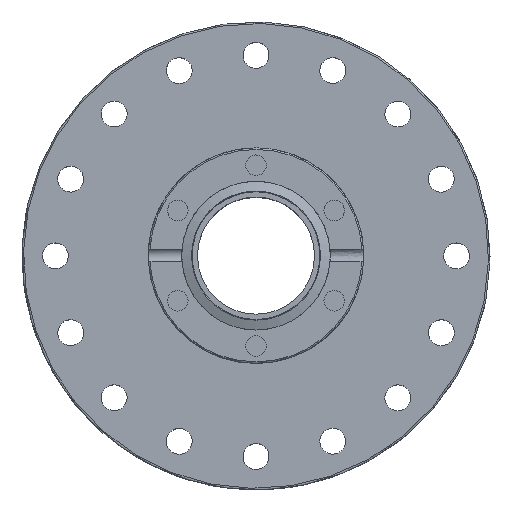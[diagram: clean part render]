
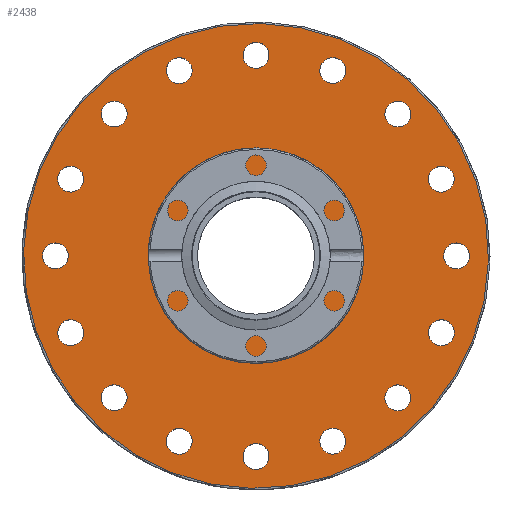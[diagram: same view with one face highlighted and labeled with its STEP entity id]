
A CAD part, top view. The second image highlights one B-rep face of the part: STEP entity #2438.
In plain terms, the highlighted face is planar.
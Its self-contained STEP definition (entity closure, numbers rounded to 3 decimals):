
#1110=CARTESIAN_POINT('',(20.106,-3.999,0.));
#1111=VERTEX_POINT('',#1110);
#1112=CARTESIAN_POINT('',(0.,0.,0.));
#1113=DIRECTION('',(0.,0.,1.));
#1114=DIRECTION('',(0.981,-0.195,0.));
#1115=AXIS2_PLACEMENT_3D('',#1112,#1113,#1114);
#1116=CIRCLE('',#1115,20.5);
#1117=EDGE_CURVE('',#1111,#1111,#1116,.T.);
#1584=CARTESIAN_POINT('',(33.226,57.14,0.));
#1585=VERTEX_POINT('',#1584);
#1586=CARTESIAN_POINT('',(36.195,54.17,0.));
#1587=DIRECTION('',(0.,0.,1.));
#1588=DIRECTION('',(0.707,-0.707,0.));
#1589=AXIS2_PLACEMENT_3D('',#1586,#1587,#1588);
#1590=CIRCLE('',#1589,4.2);
#1591=EDGE_CURVE('',#1585,#1585,#1590,.T.);
#1625=CARTESIAN_POINT('',(52.563,40.076,0.));
#1626=VERTEX_POINT('',#1625);
#1627=CARTESIAN_POINT('',(54.17,36.195,0.));
#1628=DIRECTION('',(0.,0.,1.0));
#1629=DIRECTION('',(0.383,-0.924,0.));
#1630=AXIS2_PLACEMENT_3D('',#1627,#1628,#1629);
#1631=CIRCLE('',#1630,4.2);
#1632=EDGE_CURVE('',#1626,#1626,#1631,.T.);
#1666=CARTESIAN_POINT('',(63.898,16.91,0.));
#1667=VERTEX_POINT('',#1666);
#1668=CARTESIAN_POINT('',(63.898,12.71,0.));
#1669=DIRECTION('',(0.0,0.0,1.0));
#1670=DIRECTION('',(0.0,-1.0,0.0));
#1671=AXIS2_PLACEMENT_3D('',#1668,#1669,#1670);
#1672=CIRCLE('',#1671,4.2);
#1673=EDGE_CURVE('',#1667,#1667,#1672,.T.);
#1707=CARTESIAN_POINT('',(65.505,-8.83,0.));
#1708=VERTEX_POINT('',#1707);
#1709=CARTESIAN_POINT('',(63.898,-12.71,0.));
#1710=DIRECTION('',(0.,0.,1.0));
#1711=DIRECTION('',(-0.383,-0.924,0.));
#1712=AXIS2_PLACEMENT_3D('',#1709,#1710,#1711);
#1713=CIRCLE('',#1712,4.2);
#1714=EDGE_CURVE('',#1708,#1708,#1713,.T.);
#1756=CARTESIAN_POINT('',(57.14,-33.226,0.));
#1757=VERTEX_POINT('',#1756);
#1758=CARTESIAN_POINT('',(54.17,-36.195,0.));
#1759=DIRECTION('',(0.,0.,1.));
#1760=DIRECTION('',(-0.707,-0.707,0.));
#1761=AXIS2_PLACEMENT_3D('',#1758,#1759,#1760);
#1762=CIRCLE('',#1761,4.2);
#1763=EDGE_CURVE('',#1757,#1757,#1762,.T.);
#1805=CARTESIAN_POINT('',(40.076,-52.563,0.));
#1806=VERTEX_POINT('',#1805);
#1807=CARTESIAN_POINT('',(36.195,-54.17,0.));
#1808=DIRECTION('',(0.,0.,1.));
#1809=DIRECTION('',(-0.924,-0.383,0.));
#1810=AXIS2_PLACEMENT_3D('',#1807,#1808,#1809);
#1811=CIRCLE('',#1810,4.2);
#1812=EDGE_CURVE('',#1806,#1806,#1811,.T.);
#1854=CARTESIAN_POINT('',(16.91,-63.898,0.));
#1855=VERTEX_POINT('',#1854);
#1856=CARTESIAN_POINT('',(12.71,-63.898,0.));
#1857=DIRECTION('',(0.0,0.0,1.0));
#1858=DIRECTION('',(-1.0,0.0,0.0));
#1859=AXIS2_PLACEMENT_3D('',#1856,#1857,#1858);
#1860=CIRCLE('',#1859,4.2);
#1861=EDGE_CURVE('',#1855,#1855,#1860,.T.);
#1903=CARTESIAN_POINT('',(-8.83,-65.505,0.));
#1904=VERTEX_POINT('',#1903);
#1905=CARTESIAN_POINT('',(-12.71,-63.898,0.));
#1906=DIRECTION('',(0.,0.,1.));
#1907=DIRECTION('',(-0.924,0.383,0.));
#1908=AXIS2_PLACEMENT_3D('',#1905,#1906,#1907);
#1909=CIRCLE('',#1908,4.2);
#1910=EDGE_CURVE('',#1904,#1904,#1909,.T.);
#1952=CARTESIAN_POINT('',(-33.226,-57.14,0.));
#1953=VERTEX_POINT('',#1952);
#1954=CARTESIAN_POINT('',(-36.195,-54.17,0.));
#1955=DIRECTION('',(0.,0.,1.));
#1956=DIRECTION('',(-0.707,0.707,0.));
#1957=AXIS2_PLACEMENT_3D('',#1954,#1955,#1956);
#1958=CIRCLE('',#1957,4.2);
#1959=EDGE_CURVE('',#1953,#1953,#1958,.T.);
#2001=CARTESIAN_POINT('',(-52.563,-40.076,0.));
#2002=VERTEX_POINT('',#2001);
#2003=CARTESIAN_POINT('',(-54.17,-36.195,0.));
#2004=DIRECTION('',(0.,0.,1.0));
#2005=DIRECTION('',(-0.383,0.924,0.));
#2006=AXIS2_PLACEMENT_3D('',#2003,#2004,#2005);
#2007=CIRCLE('',#2006,4.2);
#2008=EDGE_CURVE('',#2002,#2002,#2007,.T.);
#2050=CARTESIAN_POINT('',(-63.898,-16.91,0.));
#2051=VERTEX_POINT('',#2050);
#2052=CARTESIAN_POINT('',(-63.898,-12.71,0.));
#2053=DIRECTION('',(0.0,0.0,1.0));
#2054=DIRECTION('',(0.0,1.0,0.0));
#2055=AXIS2_PLACEMENT_3D('',#2052,#2053,#2054);
#2056=CIRCLE('',#2055,4.2);
#2057=EDGE_CURVE('',#2051,#2051,#2056,.T.);
#2099=CARTESIAN_POINT('',(-65.505,8.83,0.));
#2100=VERTEX_POINT('',#2099);
#2101=CARTESIAN_POINT('',(-63.898,12.71,0.));
#2102=DIRECTION('',(0.,0.,1.));
#2103=DIRECTION('',(0.383,0.924,0.));
#2104=AXIS2_PLACEMENT_3D('',#2101,#2102,#2103);
#2105=CIRCLE('',#2104,4.2);
#2106=EDGE_CURVE('',#2100,#2100,#2105,.T.);
#2140=CARTESIAN_POINT('',(-57.14,33.226,0.));
#2141=VERTEX_POINT('',#2140);
#2142=CARTESIAN_POINT('',(-54.17,36.195,0.));
#2143=DIRECTION('',(0.,0.,1.));
#2144=DIRECTION('',(0.707,0.707,0.));
#2145=AXIS2_PLACEMENT_3D('',#2142,#2143,#2144);
#2146=CIRCLE('',#2145,4.2);
#2147=EDGE_CURVE('',#2141,#2141,#2146,.T.);
#2181=CARTESIAN_POINT('',(-40.076,52.563,0.));
#2182=VERTEX_POINT('',#2181);
#2183=CARTESIAN_POINT('',(-36.195,54.17,0.));
#2184=DIRECTION('',(0.,0.,1.0));
#2185=DIRECTION('',(0.924,0.383,0.));
#2186=AXIS2_PLACEMENT_3D('',#2183,#2184,#2185);
#2187=CIRCLE('',#2186,4.2);
#2188=EDGE_CURVE('',#2182,#2182,#2187,.T.);
#2222=CARTESIAN_POINT('',(8.83,65.505,0.));
#2223=VERTEX_POINT('',#2222);
#2224=CARTESIAN_POINT('',(12.71,63.898,0.));
#2225=DIRECTION('',(0.,0.,1.0));
#2226=DIRECTION('',(0.924,-0.383,0.));
#2227=AXIS2_PLACEMENT_3D('',#2224,#2225,#2226);
#2228=CIRCLE('',#2227,4.2);
#2229=EDGE_CURVE('',#2223,#2223,#2228,.T.);
#2263=CARTESIAN_POINT('',(-16.91,63.898,0.));
#2264=VERTEX_POINT('',#2263);
#2265=CARTESIAN_POINT('',(-12.71,63.898,0.));
#2266=DIRECTION('',(0.0,0.0,1.0));
#2267=DIRECTION('',(1.0,0.0,0.0));
#2268=AXIS2_PLACEMENT_3D('',#2265,#2266,#2267);
#2269=CIRCLE('',#2268,4.2);
#2270=EDGE_CURVE('',#2264,#2264,#2269,.T.);
#2346=CARTESIAN_POINT('',(75.5,0.,0.));
#2347=VERTEX_POINT('',#2346);
#2348=CARTESIAN_POINT('',(0.,0.,0.));
#2349=DIRECTION('',(0.0,0.0,1.0));
#2350=DIRECTION('',(-1.0,0.0,0.0));
#2351=AXIS2_PLACEMENT_3D('',#2348,#2349,#2350);
#2352=CIRCLE('',#2351,75.5);
#2353=EDGE_CURVE('',#2347,#2347,#2352,.T.);
#2379=CARTESIAN_POINT('',(0.,0.,0.));
#2380=DIRECTION('',(0.0,0.0,-1.0));
#2381=DIRECTION('',(-1.0,0.0,0.0));
#2382=AXIS2_PLACEMENT_3D('',#2379,#2380,#2381);
#2383=PLANE('',#2382);
#2384=ORIENTED_EDGE('',*,*,#2353,.F.);
#2385=EDGE_LOOP('',(#2384));
#2386=FACE_OUTER_BOUND('',#2385,.T.);
#2387=ORIENTED_EDGE('',*,*,#1117,.T.);
#2388=EDGE_LOOP('',(#2387));
#2389=FACE_BOUND('',#2388,.T.);
#2390=ORIENTED_EDGE('',*,*,#1591,.T.);
#2391=EDGE_LOOP('',(#2390));
#2392=FACE_BOUND('',#2391,.T.);
#2393=ORIENTED_EDGE('',*,*,#1632,.T.);
#2394=EDGE_LOOP('',(#2393));
#2395=FACE_BOUND('',#2394,.T.);
#2396=ORIENTED_EDGE('',*,*,#1673,.T.);
#2397=EDGE_LOOP('',(#2396));
#2398=FACE_BOUND('',#2397,.T.);
#2399=ORIENTED_EDGE('',*,*,#1714,.T.);
#2400=EDGE_LOOP('',(#2399));
#2401=FACE_BOUND('',#2400,.T.);
#2402=ORIENTED_EDGE('',*,*,#1763,.T.);
#2403=EDGE_LOOP('',(#2402));
#2404=FACE_BOUND('',#2403,.T.);
#2405=ORIENTED_EDGE('',*,*,#1812,.T.);
#2406=EDGE_LOOP('',(#2405));
#2407=FACE_BOUND('',#2406,.T.);
#2408=ORIENTED_EDGE('',*,*,#1861,.T.);
#2409=EDGE_LOOP('',(#2408));
#2410=FACE_BOUND('',#2409,.T.);
#2411=ORIENTED_EDGE('',*,*,#1910,.T.);
#2412=EDGE_LOOP('',(#2411));
#2413=FACE_BOUND('',#2412,.T.);
#2414=ORIENTED_EDGE('',*,*,#1959,.T.);
#2415=EDGE_LOOP('',(#2414));
#2416=FACE_BOUND('',#2415,.T.);
#2417=ORIENTED_EDGE('',*,*,#2008,.T.);
#2418=EDGE_LOOP('',(#2417));
#2419=FACE_BOUND('',#2418,.T.);
#2420=ORIENTED_EDGE('',*,*,#2057,.T.);
#2421=EDGE_LOOP('',(#2420));
#2422=FACE_BOUND('',#2421,.T.);
#2423=ORIENTED_EDGE('',*,*,#2106,.T.);
#2424=EDGE_LOOP('',(#2423));
#2425=FACE_BOUND('',#2424,.T.);
#2426=ORIENTED_EDGE('',*,*,#2147,.T.);
#2427=EDGE_LOOP('',(#2426));
#2428=FACE_BOUND('',#2427,.T.);
#2429=ORIENTED_EDGE('',*,*,#2188,.T.);
#2430=EDGE_LOOP('',(#2429));
#2431=FACE_BOUND('',#2430,.T.);
#2432=ORIENTED_EDGE('',*,*,#2229,.T.);
#2433=EDGE_LOOP('',(#2432));
#2434=FACE_BOUND('',#2433,.T.);
#2435=ORIENTED_EDGE('',*,*,#2270,.T.);
#2436=EDGE_LOOP('',(#2435));
#2437=FACE_BOUND('',#2436,.T.);
#2438=ADVANCED_FACE('',(#2386,#2389,#2392,#2395,#2398,#2401,#2404,#2407,#2410,#2413,#2416,#2419,#2422,#2425,#2428,#2431,#2434,#2437),#2383,.T.);
